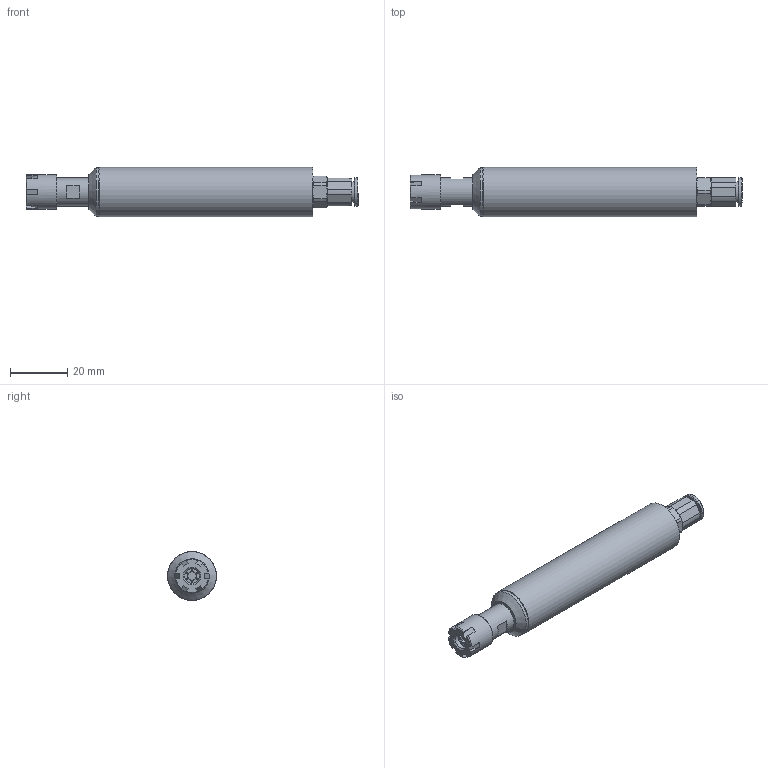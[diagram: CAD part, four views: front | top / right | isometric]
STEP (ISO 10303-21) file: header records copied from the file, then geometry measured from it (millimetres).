
FILE_DESCRIPTION(/* description */ (''),/* implementation_level */ '2;1');
FILE_NAME(/* name */ 'ES 804 ER_60051247.stp',/* time_stamp */ '2015-04-17T12:53:27+02:00',/* author */ ('ekoch'),/* organization */ (''),/* preprocessor_version */ 'ST-DEVELOPER v15.2',/* originating_system */ 'Autodesk Inventor 2014',/* authorisation */ '');
FILE_SCHEMA (('AUTOMOTIVE_DESIGN { 1 0 10303 214 3 1 1 }'));
Length unit declared in the file: millimetre
Products named in the file (1): ES 804 ER_60051247
Bounding box: 115.95 x 17.16 x 17.16 mm (x, y, z)
Volume: 21217.4 mm3; surface area: 9849.3 mm2
Topology: 7 solids, 7 shells, 271 faces, 700 edges, 454 vertices
Faces by surface type: plane 143, cylinder 63, cone 53, torus 12
Full cylindrical faces by diameter (mm): 3 x1, 4.134 x1, 5.2 x2, 5.918 x1, 6 x1, 7 x1, 7.2 x1, 7.5 x1, 8.5 x1, 8.525 x1, 9.19 x1, 9.9 x1, 10 x2, 10.345 x1, 12 x1, 16 x2, 17 x1, 17.2 x1
Entity records: 8515 total; most frequent: CARTESIAN_POINT 1796, DIRECTION 1344, ORIENTED_EDGE 1312, EDGE_CURVE 656, AXIS2_PLACEMENT_3D 524, VERTEX_POINT 448, EDGE_LOOP 332, LINE 296
